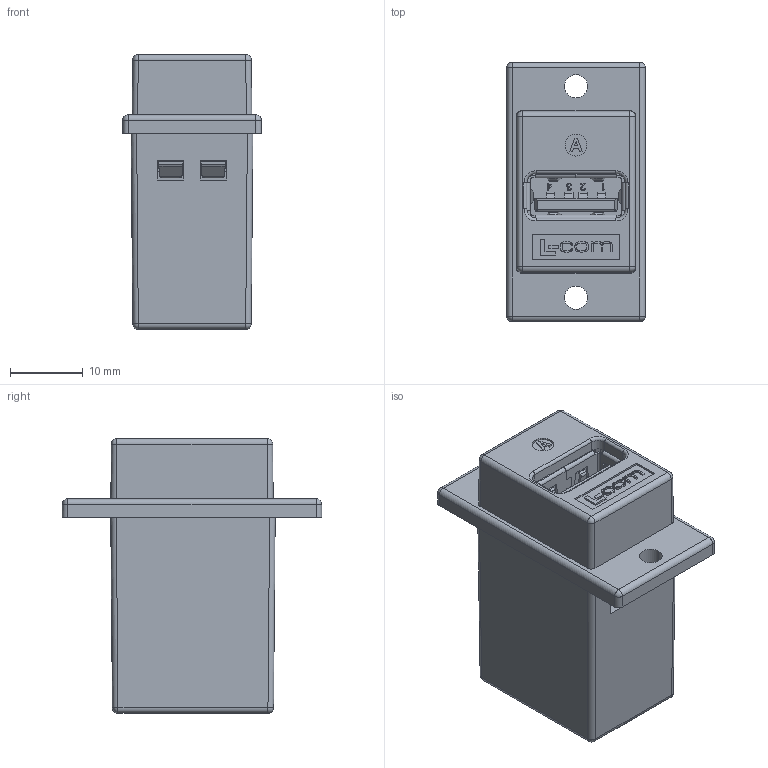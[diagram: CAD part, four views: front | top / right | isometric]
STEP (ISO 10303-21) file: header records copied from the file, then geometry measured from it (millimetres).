
FILE_DESCRIPTION (( 'STEP AP214' ), '1' );
FILE_NAME ('ECF504-UABS.STEP', '2018-04-03T19:47:08', ( '' ), ( '' ), 'SwSTEP 2.0', 'SolidWorks 2017', '' );
FILE_SCHEMA (( 'AUTOMOTIVE_DESIGN' ));
Length unit declared in the file: inch
Products named in the file (7): 3AC11-009; 1BC01-014; ECF504-UABS; 1AG01-066_TYPE B; 1AA05-033(USB-B F R.A THRU)___; 1AA05-019-SUZHOU___; 1AG01-065
Assembly tree (6 placements, depth 3):
  ECF504-UABS
    3AC11-009
      1AA05-019-SUZHOU___
      1AA05-033(USB-B F R.A THRU)___
      1BC01-014
    1AG01-065
    1AG01-066_TYPE B
Bounding box: 19.05 x 35.56 x 37.67 mm (x, y, z)
Volume: 8587.2 mm3; surface area: 12153.5 mm2
Topology: 9 solids, 9 shells, 2006 faces, 5520 edges, 3610 vertices
Faces by surface type: plane 1238, cylinder 422, bspline 268, torus 50, sphere 18, cone 10
Entity records: 80712 total; most frequent: CARTESIAN_POINT 23670, ORIENTED_EDGE 11000, DIRECTION 8944, EDGE_CURVE 5500, VECTOR 4006, LINE 4006, VERTEX_POINT 3602, AXIS2_PLACEMENT_3D 2469
